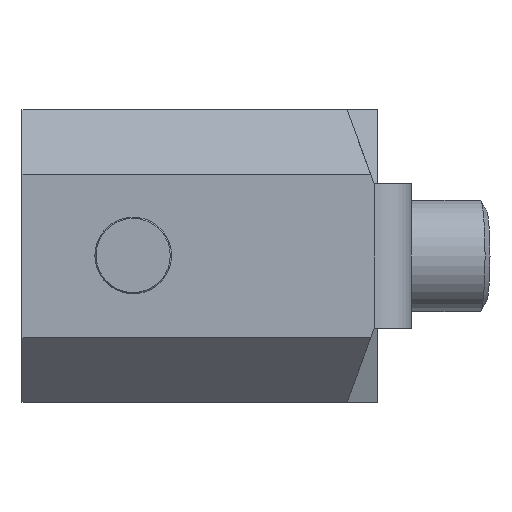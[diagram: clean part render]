
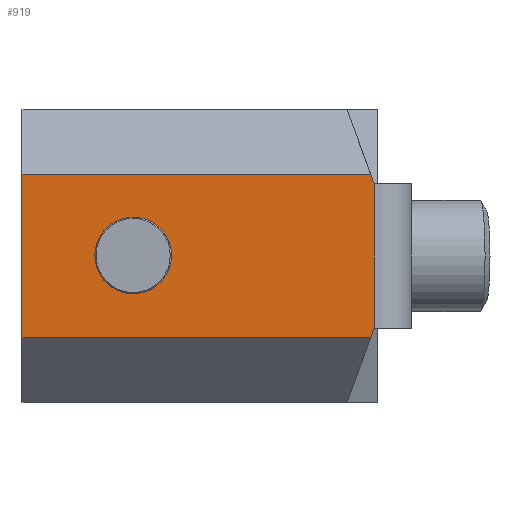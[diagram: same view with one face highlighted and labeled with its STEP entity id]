
A CAD part, front view. The second image highlights one B-rep face of the part: STEP entity #919.
In plain terms, the highlighted planar face has unit normal (0, -1, 0).
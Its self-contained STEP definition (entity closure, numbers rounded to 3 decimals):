
#48=FACE_BOUND('',#352,.T.);
#102=LINE('',#1506,#211);
#108=LINE('',#1520,#217);
#109=LINE('',#1522,#218);
#110=LINE('',#1523,#219);
#111=LINE('',#1525,#220);
#112=LINE('',#1526,#221);
#211=VECTOR('',#1248,1000.);
#217=VECTOR('',#1258,1000.);
#218=VECTOR('',#1259,1000.);
#219=VECTOR('',#1260,1000.);
#220=VECTOR('',#1261,1000.);
#221=VECTOR('',#1262,1000.);
#298=FACE_OUTER_BOUND('',#351,.T.);
#351=EDGE_LOOP('',(#719,#720,#721,#722,#723,#724));
#352=EDGE_LOOP('',(#725));
#388=CIRCLE('',#1085,2.067);
#432=VERTEX_POINT('',#1503);
#433=VERTEX_POINT('',#1505);
#438=VERTEX_POINT('',#1518);
#439=VERTEX_POINT('',#1519);
#440=VERTEX_POINT('',#1521);
#441=VERTEX_POINT('',#1524);
#442=VERTEX_POINT('',#1527);
#534=EDGE_CURVE('',#433,#432,#102,.T.);
#540=EDGE_CURVE('',#438,#439,#108,.T.);
#541=EDGE_CURVE('',#440,#439,#109,.T.);
#542=EDGE_CURVE('',#440,#433,#110,.T.);
#543=EDGE_CURVE('',#432,#441,#111,.T.);
#544=EDGE_CURVE('',#438,#441,#112,.T.);
#545=EDGE_CURVE('',#442,#442,#388,.T.);
#719=ORIENTED_EDGE('',*,*,#540,.T.);
#720=ORIENTED_EDGE('',*,*,#541,.F.);
#721=ORIENTED_EDGE('',*,*,#542,.T.);
#722=ORIENTED_EDGE('',*,*,#534,.T.);
#723=ORIENTED_EDGE('',*,*,#543,.T.);
#724=ORIENTED_EDGE('',*,*,#544,.F.);
#725=ORIENTED_EDGE('',*,*,#545,.T.);
#871=PLANE('',#1084);
#919=ADVANCED_FACE('',(#298,#48),#871,.F.);
#1084=AXIS2_PLACEMENT_3D('',#1517,#1256,#1257);
#1085=AXIS2_PLACEMENT_3D('',#1528,#1263,#1264);
#1248=DIRECTION('',(0.,0.,-1.));
#1256=DIRECTION('center_axis',(0.,1.,0.));
#1257=DIRECTION('ref_axis',(0.,0.,1.));
#1258=DIRECTION('',(0.939,0.,0.343));
#1259=DIRECTION('',(0.,0.,-1.));
#1260=DIRECTION('',(-1.,0.,0.));
#1261=DIRECTION('',(0.939,0.,-0.343));
#1262=DIRECTION('',(-1.,0.,0.));
#1263=DIRECTION('center_axis',(0.,1.,0.));
#1264=DIRECTION('ref_axis',(-1.,0.,0.));
#1503=CARTESIAN_POINT('',(3.5,0.,2.183));
#1505=CARTESIAN_POINT('',(3.5,0.,21.));
#1506=CARTESIAN_POINT('',(3.5,0.,25.));
#1517=CARTESIAN_POINT('Origin',(15.8,0.,21.));
#1518=CARTESIAN_POINT('',(11.8,0.,2.));
#1519=CARTESIAN_POINT('',(12.3,0.,2.183));
#1520=CARTESIAN_POINT('',(11.8,0.,2.));
#1521=CARTESIAN_POINT('',(12.3,0.,21.));
#1522=CARTESIAN_POINT('',(12.3,0.,25.));
#1523=CARTESIAN_POINT('',(15.8,0.,21.));
#1524=CARTESIAN_POINT('',(4.,0.,2.));
#1525=CARTESIAN_POINT('',(0.,0.,3.46));
#1526=CARTESIAN_POINT('',(15.8,0.,2.));
#1527=CARTESIAN_POINT('',(9.997,0.,15.));
#1528=CARTESIAN_POINT('Origin',(7.93,0.,15.));
